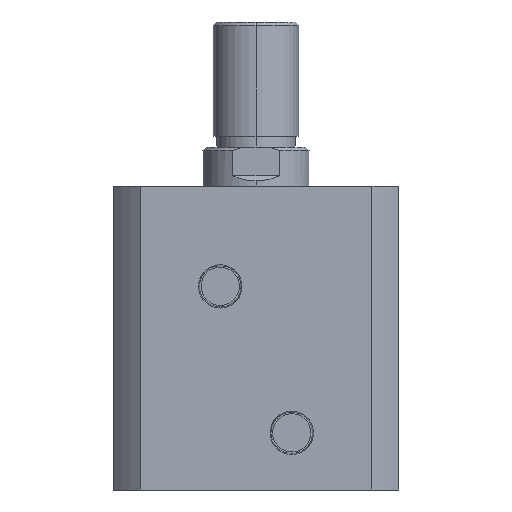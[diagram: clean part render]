
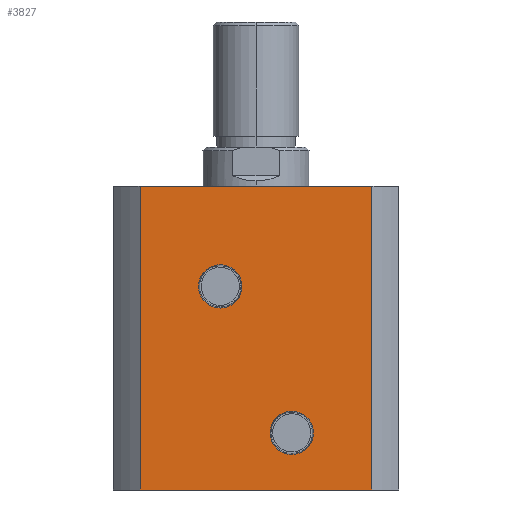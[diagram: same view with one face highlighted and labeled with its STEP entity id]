
A CAD part, left-side view. The second image highlights one B-rep face of the part: STEP entity #3827.
In plain terms, the highlighted planar face has unit normal (-1, 0, 0).
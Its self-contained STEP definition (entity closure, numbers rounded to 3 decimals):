
#31 = EDGE_LOOP ( 'NONE', ( #2524, #2525 ) ) ;
#100 = EDGE_LOOP ( 'NONE', ( #2526, #2528 ) ) ;
#327 = VERTEX_POINT ( 'NONE', #694 ) ;
#328 = VERTEX_POINT ( 'NONE', #696 ) ;
#331 = VERTEX_POINT ( 'NONE', #700 ) ;
#344 = VERTEX_POINT ( 'NONE', #713 ) ;
#391 = VERTEX_POINT ( 'NONE', #660 ) ;
#418 = VERTEX_POINT ( 'NONE', #627 ) ;
#567 = EDGE_LOOP ( 'NONE', ( #2531, #2532, #2533, #2534 ) ) ;
#627 = CARTESIAN_POINT ( 'NONE',  ( -40., 10., 63.06 ) ) ;
#660 = CARTESIAN_POINT ( 'NONE',  ( -40., 10., 50.94 ) ) ;
#694 = CARTESIAN_POINT ( 'NONE',  ( -40., -32.438, 0. ) ) ;
#696 = CARTESIAN_POINT ( 'NONE',  ( -40., -32.438, 85. ) ) ;
#700 = CARTESIAN_POINT ( 'NONE',  ( -40., 32.438, 85. ) ) ;
#713 = CARTESIAN_POINT ( 'NONE',  ( -40., 32.438, 0. ) ) ;
#893 = DIRECTION ( 'NONE',  ( 1., 0., 0. ) ) ;
#899 = CARTESIAN_POINT ( 'NONE',  ( -40., 0., 85. ) ) ;
#901 = PLANE ( 'NONE',  #3059 ) ;
#903 = DIRECTION ( 'NONE',  ( 0., 1., 0. ) ) ;
#1290 = FACE_BOUND ( 'NONE', #31, .T. ) ;
#1291 = FACE_OUTER_BOUND ( 'NONE', #567, .T. ) ;
#1293 = FACE_BOUND ( 'NONE', #100, .T. ) ;
#1594 = CARTESIAN_POINT ( 'NONE',  ( -40., 10., 57. ) ) ;
#1595 = DIRECTION ( 'NONE',  ( -1., 0., 0. ) ) ;
#1596 = DIRECTION ( 'NONE',  ( 0., 0., 1. ) ) ;
#1614 = CARTESIAN_POINT ( 'NONE',  ( -40., -10., 16. ) ) ;
#1615 = DIRECTION ( 'NONE',  ( -1., 0., 0. ) ) ;
#1616 = DIRECTION ( 'NONE',  ( 0., 0., 1. ) ) ;
#1753 = DIRECTION ( 'NONE',  ( 0., -1., 0. ) ) ;
#1757 = CARTESIAN_POINT ( 'NONE',  ( -40., 0., 85. ) ) ;
#1761 = CARTESIAN_POINT ( 'NONE',  ( -40., -32.438, 85. ) ) ;
#1762 = DIRECTION ( 'NONE',  ( 0., 0., -1. ) ) ;
#1763 = CARTESIAN_POINT ( 'NONE',  ( -40., 0., 0. ) ) ;
#1764 = DIRECTION ( 'NONE',  ( 0., -1., 0. ) ) ;
#1765 = CARTESIAN_POINT ( 'NONE',  ( -40., 10., 57. ) ) ;
#1766 = DIRECTION ( 'NONE',  ( -1., 0., 0. ) ) ;
#1767 = DIRECTION ( 'NONE',  ( 0., 0., 1. ) ) ;
#1768 = CARTESIAN_POINT ( 'NONE',  ( -40., 32.438, 85. ) ) ;
#1769 = DIRECTION ( 'NONE',  ( 0., 0., -1. ) ) ;
#1770 = CARTESIAN_POINT ( 'NONE',  ( -40., -10., 16. ) ) ;
#1771 = DIRECTION ( 'NONE',  ( -1., 0., 0. ) ) ;
#1772 = DIRECTION ( 'NONE',  ( 0., 0., 1. ) ) ;
#2297 = CIRCLE ( 'NONE', #2871, 6.06 ) ;
#2309 = CIRCLE ( 'NONE', #2875, 6.06 ) ;
#2406 = LINE ( 'NONE', #1757, #2413 ) ;
#2411 = CIRCLE ( 'NONE', #2899, 6.06 ) ;
#2412 = LINE ( 'NONE', #1761, #2415 ) ;
#2413 = VECTOR ( 'NONE', #1753, 1000. ) ;
#2414 = LINE ( 'NONE', #1763, #2417 ) ;
#2415 = VECTOR ( 'NONE', #1762, 1000. ) ;
#2417 = VECTOR ( 'NONE', #1764, 1000. ) ;
#2418 = CIRCLE ( 'NONE', #2900, 6.06 ) ;
#2420 = LINE ( 'NONE', #1768, #2422 ) ;
#2422 = VECTOR ( 'NONE', #1769, 1000. ) ;
#2524 = ORIENTED_EDGE ( 'NONE', *, *, #2732, .F. ) ;
#2525 = ORIENTED_EDGE ( 'NONE', *, *, #2666, .F. ) ;
#2526 = ORIENTED_EDGE ( 'NONE', *, *, #2731, .F. ) ;
#2528 = ORIENTED_EDGE ( 'NONE', *, *, #2658, .F. ) ;
#2531 = ORIENTED_EDGE ( 'NONE', *, *, #2730, .T. ) ;
#2532 = ORIENTED_EDGE ( 'NONE', *, *, #2729, .F. ) ;
#2533 = ORIENTED_EDGE ( 'NONE', *, *, #2728, .F. ) ;
#2534 = ORIENTED_EDGE ( 'NONE', *, *, #2734, .T. ) ;
#2658 = EDGE_CURVE ( 'NONE', #391, #418, #2297, .T. ) ;
#2666 = EDGE_CURVE ( 'NONE', #3646, #3667, #2309, .T. ) ;
#2728 = EDGE_CURVE ( 'NONE', #331, #328, #2406, .T. ) ;
#2729 = EDGE_CURVE ( 'NONE', #328, #327, #2412, .T. ) ;
#2730 = EDGE_CURVE ( 'NONE', #344, #327, #2414, .T. ) ;
#2731 = EDGE_CURVE ( 'NONE', #418, #391, #2411, .T. ) ;
#2732 = EDGE_CURVE ( 'NONE', #3667, #3646, #2418, .T. ) ;
#2734 = EDGE_CURVE ( 'NONE', #331, #344, #2420, .T. ) ;
#2871 = AXIS2_PLACEMENT_3D ( 'NONE', #1594, #1595, #1596 ) ;
#2875 = AXIS2_PLACEMENT_3D ( 'NONE', #1614, #1615, #1616 ) ;
#2899 = AXIS2_PLACEMENT_3D ( 'NONE', #1765, #1766, #1767 ) ;
#2900 = AXIS2_PLACEMENT_3D ( 'NONE', #1770, #1771, #1772 ) ;
#3059 = AXIS2_PLACEMENT_3D ( 'NONE', #899, #893, #903 ) ;
#3302 = CARTESIAN_POINT ( 'NONE',  ( -40., -10., 9.94 ) ) ;
#3323 = CARTESIAN_POINT ( 'NONE',  ( -40., -10., 22.06 ) ) ;
#3646 = VERTEX_POINT ( 'NONE', #3302 ) ;
#3667 = VERTEX_POINT ( 'NONE', #3323 ) ;
#3827 = ADVANCED_FACE ( 'NONE', ( #1290, #1293, #1291 ), #901, .F. ) ;
